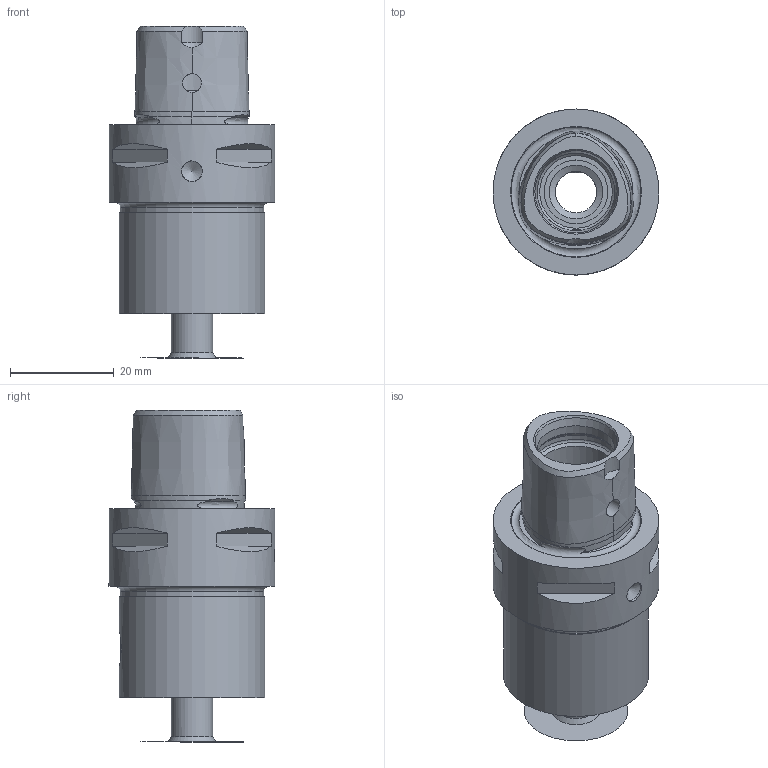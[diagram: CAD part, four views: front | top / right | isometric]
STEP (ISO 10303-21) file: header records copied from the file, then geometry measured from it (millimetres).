
FILE_DESCRIPTION(/* description */ (''),/* implementation_level */ '2;1');
FILE_NAME(/* name */ '03_08_6.stp',/* time_stamp */ '2022-06-02T14:23:13+02:00',/* author */ ('cad'),/* organization */ (''),/* preprocessor_version */ 'ST-DEVELOPER v18.1',/* originating_system */ 'Autodesk Inventor 2021',/* authorisation */ '');
FILE_SCHEMA (('AUTOMOTIVE_DESIGN { 1 0 10303 214 3 1 1 }'));
Length unit declared in the file: inch
Products named in the file (1): 03_08_6_Shrinkwrap_1
Bounding box: 32 x 32 x 64 mm (x, y, z)
Volume: 29856.9 mm3; surface area: 8807.1 mm2
Topology: 1 solids, 1 shells, 80 faces, 214 edges, 145 vertices
Faces by surface type: plane 33, cone 17, cylinder 16, bspline 10, torus 4
Full cylindrical faces by diameter (mm): 3.6 x1, 4 x1, 8 x1, 10.376 x1, 12.3 x1, 15 x2, 16.5 x1, 27.6 x1, 28 x1, 32 x1
Entity records: 4768 total; most frequent: CARTESIAN_POINT 2706, ORIENTED_EDGE 424, DIRECTION 369, EDGE_CURVE 212, AXIS2_PLACEMENT_3D 158, VERTEX_POINT 145, EDGE_LOOP 95, STYLED_ITEM 81
